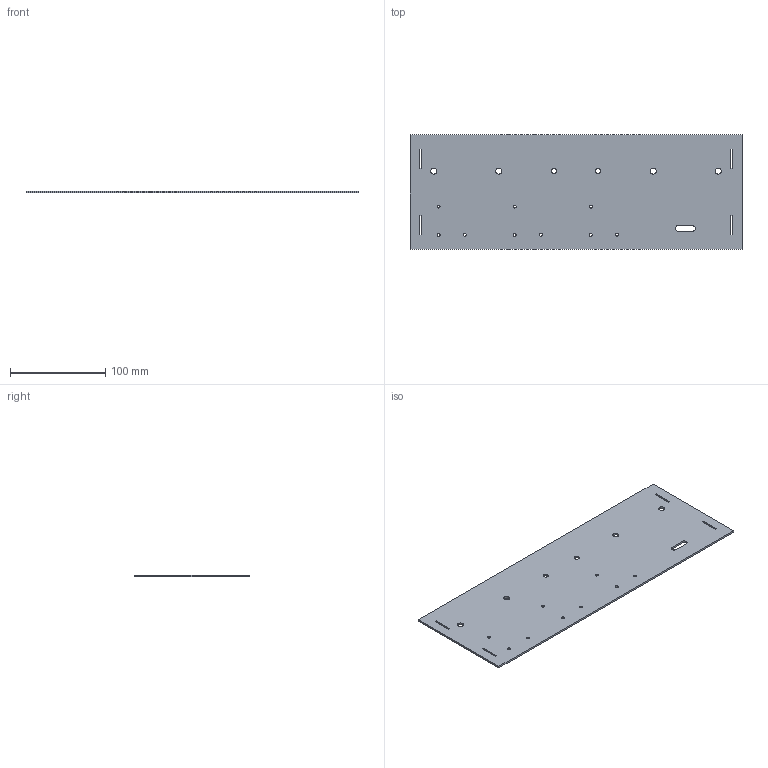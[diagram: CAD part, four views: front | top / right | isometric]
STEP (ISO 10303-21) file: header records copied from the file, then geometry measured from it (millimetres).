
FILE_DESCRIPTION(('CATIA V5 STEP Exchange','CAx-IF Rec.Pracs.--- Model Styling and Organization---1.5--- 2016-08-15','CAx-IF Rec.Pracs.---Supplemental Geometry---1.0---2011-11-01','CAx-IF Rec.Pracs.--- Composite Materials ---3.4---2017-06-13','CAx-IF Rec.Pracs.---Tessellated 3D Geometry---1.0---2015-12-17'),'2;1');
FILE_NAME('plaque_relais.stp','2025-07-23T16:53:41+00:00',('none'),('none'),'CATIA Version 5-6 Release 2023','CATIA V5 STEP AP242 v2','none');
FILE_SCHEMA(('AP242_MANAGED_MODEL_BASED_3D_ENGINEERING_MIM_LF {1 0 10303 442 1 1 4}'));
Length unit declared in the file: millimetre
Products named in the file (1): plaque_relais
Bounding box: 349 x 120 x 2 mm (x, y, z)
Volume: 82713.1 mm3; surface area: 85447.2 mm2
Topology: 1 solids, 1 shells, 56 faces, 164 edges, 112 vertices
Faces by surface type: cylinder 32, plane 24
Entity records: 1839 total; most frequent: ORIENTED_EDGE 324, CARTESIAN_POINT 312, DIRECTION 234, EDGE_CURVE 162, VERTEX_POINT 108, VECTOR 100, AXIS2_PLACEMENT_3D 100, LINE 100
